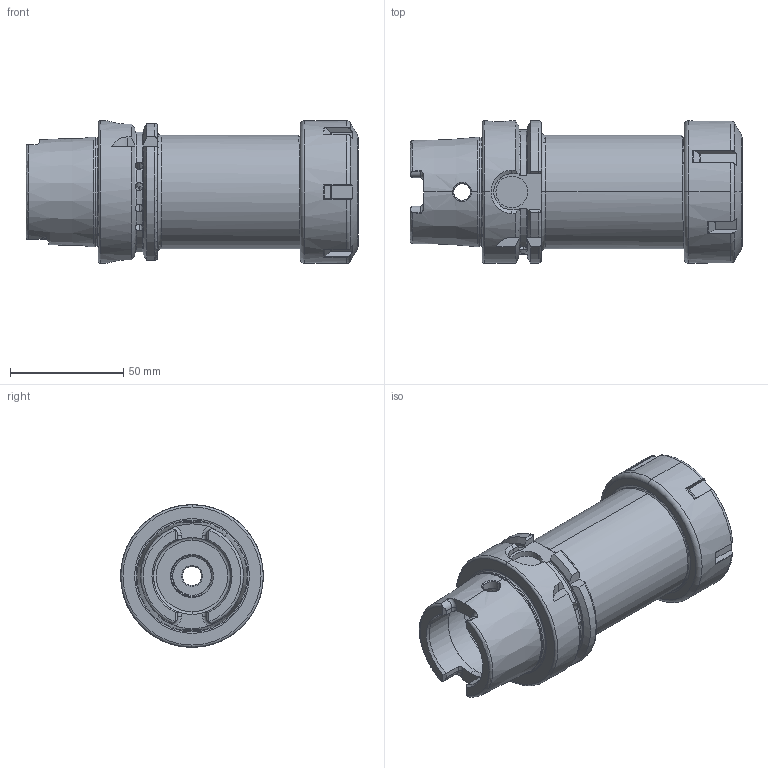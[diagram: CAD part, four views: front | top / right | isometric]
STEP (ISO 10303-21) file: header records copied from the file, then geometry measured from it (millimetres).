
FILE_DESCRIPTION (( 'STEP AP203' ), '1' );
FILE_NAME ('A63.02.26.STEP', '2016-11-26T03:16:57', ( '' ), ( '' ), 'SwSTEP 2.0', 'SolidWorks 2012', '' );
FILE_SCHEMA (( 'CONFIG_CONTROL_DESIGN' ));
Products named in the file (3): A63.02.26; 2-01.100.0400260C7_ER40螺帽(六溝)
Assembly tree (2 placements, depth 2):
  A63.02.26
    A63.02.26
    2-01.100.0400260C7_ER40螺帽(六溝)
Bounding box: 146.7 x 63 x 63 mm (x, y, z)
Volume: 223002.1 mm3; surface area: 58163 mm2
Topology: 2 solids, 2 shells, 404 faces, 1095 edges, 689 vertices
Faces by surface type: cylinder 147, plane 101, torus 60, bspline 56, cone 40
Entity records: 30137 total; most frequent: CARTESIAN_POINT 20848, ORIENTED_EDGE 2166, DIRECTION 1563, EDGE_CURVE 1083, VERTEX_POINT 689, AXIS2_PLACEMENT_3D 622, EDGE_LOOP 418, ADVANCED_FACE 404
